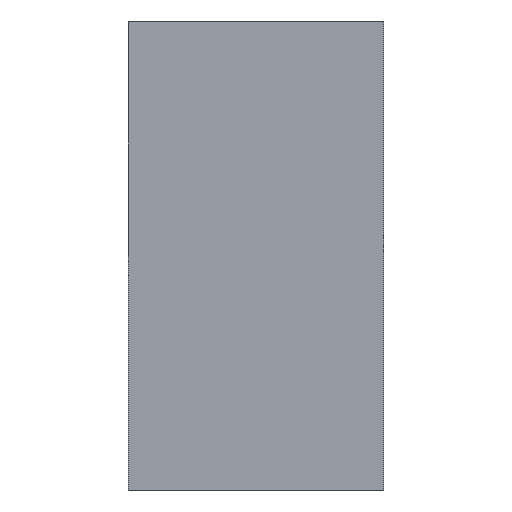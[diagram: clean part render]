
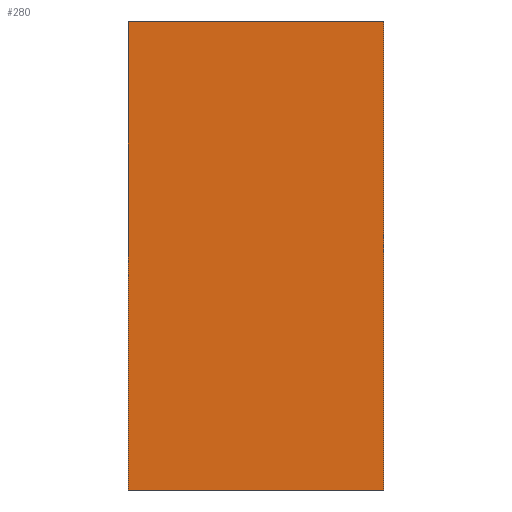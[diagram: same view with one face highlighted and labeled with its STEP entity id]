
A CAD part, left-side view. The second image highlights one B-rep face of the part: STEP entity #280.
In plain terms, the highlighted planar face has unit normal (-1, 0, 0).
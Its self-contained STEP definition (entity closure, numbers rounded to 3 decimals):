
#22=FACE_OUTER_BOUND('',#40,.T.);
#40=EDGE_LOOP('',(#199,#200,#201,#202));
#57=LINE('',#411,#93);
#61=LINE('',#418,#97);
#64=LINE('',#425,#100);
#65=LINE('',#426,#101);
#93=VECTOR('',#335,10.);
#97=VECTOR('',#341,10.);
#100=VECTOR('',#348,10.);
#101=VECTOR('',#349,10.);
#129=VERTEX_POINT('',#408);
#130=VERTEX_POINT('',#410);
#132=VERTEX_POINT('',#416);
#134=VERTEX_POINT('',#424);
#153=EDGE_CURVE('',#130,#129,#57,.T.);
#157=EDGE_CURVE('',#129,#132,#61,.T.);
#160=EDGE_CURVE('',#132,#134,#64,.T.);
#161=EDGE_CURVE('',#134,#130,#65,.T.);
#199=ORIENTED_EDGE('',*,*,#153,.T.);
#200=ORIENTED_EDGE('',*,*,#157,.T.);
#201=ORIENTED_EDGE('',*,*,#160,.T.);
#202=ORIENTED_EDGE('',*,*,#161,.T.);
#262=PLANE('',#314);
#280=ADVANCED_FACE('',(#22),#262,.T.);
#314=AXIS2_PLACEMENT_3D('',#423,#346,#347);
#335=DIRECTION('',(0.,1.,0.));
#341=DIRECTION('',(0.,0.,-1.));
#346=DIRECTION('center_axis',(-1.,0.,0.));
#347=DIRECTION('ref_axis',(0.,0.,1.));
#348=DIRECTION('',(0.,-1.,0.));
#349=DIRECTION('',(0.,0.,1.));
#408=CARTESIAN_POINT('',(-1.35,1.2,1.1));
#410=CARTESIAN_POINT('',(-1.35,0.,1.1));
#411=CARTESIAN_POINT('',(-1.35,0.3,1.1));
#416=CARTESIAN_POINT('',(-1.35,1.2,-1.1));
#418=CARTESIAN_POINT('',(-1.35,1.2,1.2));
#423=CARTESIAN_POINT('Origin',(-1.35,0.6,0.));
#424=CARTESIAN_POINT('',(-1.35,0.,-1.1));
#425=CARTESIAN_POINT('',(-1.35,1.2,-1.1));
#426=CARTESIAN_POINT('',(-1.35,0.,-1.1));
